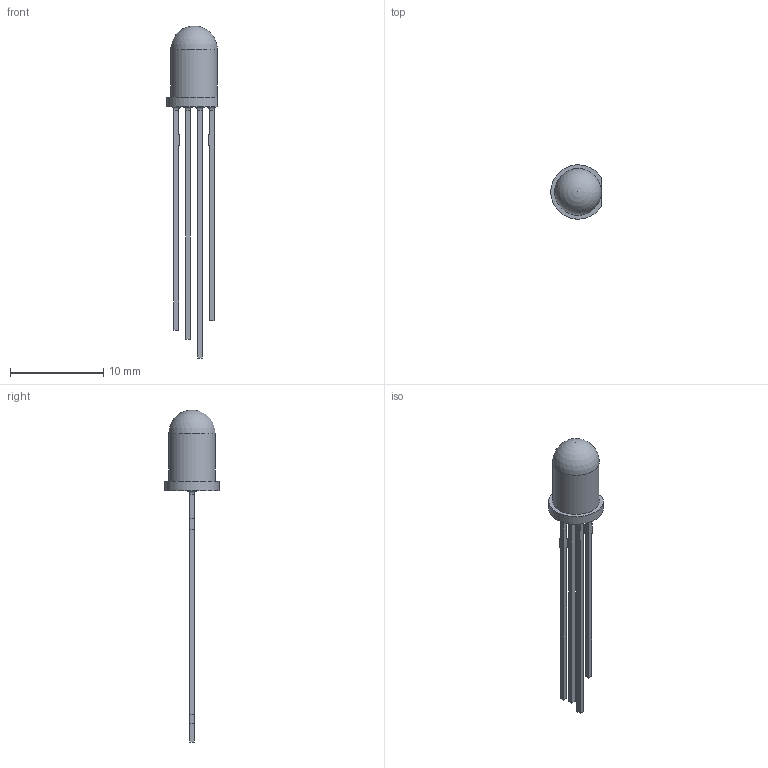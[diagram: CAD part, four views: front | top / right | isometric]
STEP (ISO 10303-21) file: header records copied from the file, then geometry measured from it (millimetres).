
FILE_DESCRIPTION(/* description */ (''),/* implementation_level */ '2;1');
FILE_NAME(/* name */ '5fab08fda90bb40f56aa6e1a',/* time_stamp */ '2020-11-10T21:41:17+00:00',/* author */ (''),/* organization */ (''),/* preprocessor_version */ 'ST-DEVELOPER v16.7',/* originating_system */ $,/* authorisation */ $);
FILE_SCHEMA (('AUTOMOTIVE_DESIGN {1 0 10303 214 3 1 1}'));
Length unit declared in the file: metre
Products named in the file (6): QBL8RGB60D0-2897; Part 5; Part 2; Part 4; Part 6; Part 3
Assembly tree (5 placements, depth 2):
  QBL8RGB60D0-2897
    Part 5
    Part 2
    Part 4
    Part 6
    Part 3
Bounding box: 5.42 x 5.85 x 35.65 mm (x, y, z)
Volume: 185.1 mm3; surface area: 382.5 mm2
Topology: 5 solids, 5 shells, 136 faces, 344 edges, 223 vertices
Faces by surface type: plane 88, bspline 29, cylinder 18, sphere 1
Full cylindrical faces by diameter (mm): 5 x1
Entity records: 4249 total; most frequent: CARTESIAN_POINT 1024, ORIENTED_EDGE 682, DIRECTION 531, EDGE_CURVE 341, LINE 261, VECTOR 261, VERTEX_POINT 222, EDGE_LOOP 143
